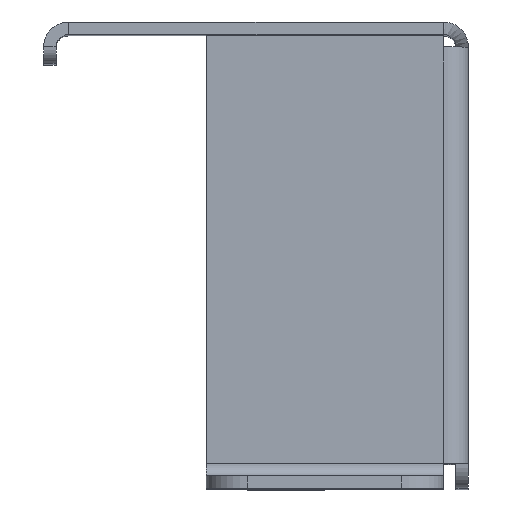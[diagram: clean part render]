
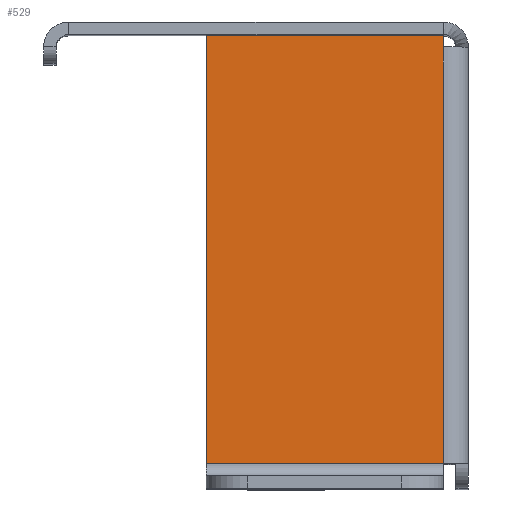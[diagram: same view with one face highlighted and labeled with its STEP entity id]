
A CAD part, top view. The second image highlights one B-rep face of the part: STEP entity #529.
In plain terms, the highlighted planar face has unit normal (0, 0, 1).
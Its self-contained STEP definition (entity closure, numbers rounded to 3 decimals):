
#61 = DIRECTION ( 'NONE',  ( 0., -1., 0. ) ) ;
#131 = CARTESIAN_POINT ( 'NONE',  ( 48., -3., 50. ) ) ;
#169 = DIRECTION ( 'NONE',  ( -1., 0., 0. ) ) ;
#188 = CARTESIAN_POINT ( 'NONE',  ( 19.5, 0., 50. ) ) ;
#192 = LINE ( 'NONE', #723, #1396 ) ;
#194 = LINE ( 'NONE', #1063, #1885 ) ;
#239 = LINE ( 'NONE', #1646, #1953 ) ;
#276 = EDGE_CURVE ( 'NONE', #324, #1524, #192, .T. ) ;
#290 = DIRECTION ( 'NONE',  ( -1., 0., 0. ) ) ;
#312 = CARTESIAN_POINT ( 'NONE',  ( 19.5, -1.6, 50. ) ) ;
#324 = VERTEX_POINT ( 'NONE', #1945 ) ;
#389 = VERTEX_POINT ( 'NONE', #603 ) ;
#439 = FACE_OUTER_BOUND ( 'NONE', #1083, .T. ) ;
#480 = VERTEX_POINT ( 'NONE', #1825 ) ;
#482 = VECTOR ( 'NONE', #1544, 1000. ) ;
#483 = EDGE_CURVE ( 'NONE', #1877, #480, #239, .T. ) ;
#529 = ADVANCED_FACE ( 'NONE', ( #439 ), #2200, .F. ) ;
#603 = CARTESIAN_POINT ( 'NONE',  ( 19.5, -53., 50. ) ) ;
#723 = CARTESIAN_POINT ( 'NONE',  ( 48., -1.6, 50. ) ) ;
#768 = ORIENTED_EDGE ( 'NONE', *, *, #1546, .T. ) ;
#806 = CARTESIAN_POINT ( 'NONE',  ( 0., 0., 50. ) ) ;
#838 = VECTOR ( 'NONE', #1256, 1000. ) ;
#892 = AXIS2_PLACEMENT_3D ( 'NONE', #806, #979, #290 ) ;
#979 = DIRECTION ( 'NONE',  ( 0., 0., -1. ) ) ;
#998 = ORIENTED_EDGE ( 'NONE', *, *, #276, .T. ) ;
#1063 = CARTESIAN_POINT ( 'NONE',  ( 48., -53., 50. ) ) ;
#1083 = EDGE_LOOP ( 'NONE', ( #1802, #1978, #768, #998, #1621 ) ) ;
#1114 = CARTESIAN_POINT ( 'NONE',  ( 48., -3., 50. ) ) ;
#1256 = DIRECTION ( 'NONE',  ( 0., -1., 0. ) ) ;
#1396 = VECTOR ( 'NONE', #2278, 1000. ) ;
#1524 = VERTEX_POINT ( 'NONE', #312 ) ;
#1544 = DIRECTION ( 'NONE',  ( 0., 1., 0. ) ) ;
#1546 = EDGE_CURVE ( 'NONE', #1877, #324, #1876, .T. ) ;
#1621 = ORIENTED_EDGE ( 'NONE', *, *, #1706, .T. ) ;
#1646 = CARTESIAN_POINT ( 'NONE',  ( 48., -56., 50. ) ) ;
#1706 = EDGE_CURVE ( 'NONE', #1524, #389, #1963, .T. ) ;
#1802 = ORIENTED_EDGE ( 'NONE', *, *, #2089, .F. ) ;
#1825 = CARTESIAN_POINT ( 'NONE',  ( 48., -53., 50. ) ) ;
#1876 = LINE ( 'NONE', #131, #482 ) ;
#1877 = VERTEX_POINT ( 'NONE', #1114 ) ;
#1885 = VECTOR ( 'NONE', #169, 1000. ) ;
#1945 = CARTESIAN_POINT ( 'NONE',  ( 48., -1.6, 50. ) ) ;
#1953 = VECTOR ( 'NONE', #61, 1000. ) ;
#1963 = LINE ( 'NONE', #188, #838 ) ;
#1978 = ORIENTED_EDGE ( 'NONE', *, *, #483, .F. ) ;
#2089 = EDGE_CURVE ( 'NONE', #480, #389, #194, .T. ) ;
#2200 = PLANE ( 'NONE',  #892 ) ;
#2278 = DIRECTION ( 'NONE',  ( -1., 0., 0. ) ) ;
